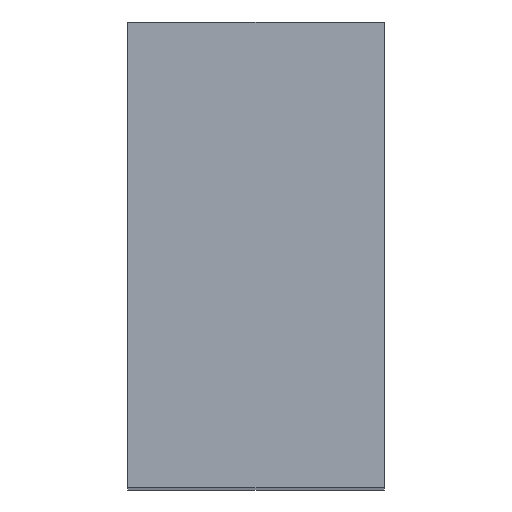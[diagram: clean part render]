
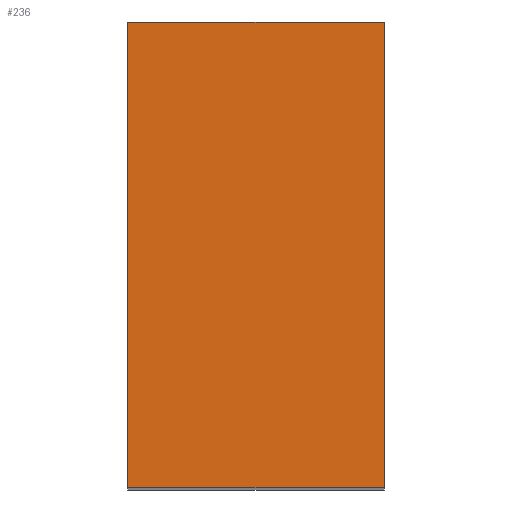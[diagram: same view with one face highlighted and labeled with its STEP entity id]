
A CAD part, top view. The second image highlights one B-rep face of the part: STEP entity #236.
In plain terms, the highlighted planar face has unit normal (0, 0, 1).
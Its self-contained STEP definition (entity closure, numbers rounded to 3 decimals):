
#5 = VERTEX_POINT ( 'NONE', #7 ) ;
#7 = CARTESIAN_POINT ( 'NONE',  ( 13.5, -24.5, 72.5 ) ) ;
#18 = ORIENTED_EDGE ( 'NONE', *, *, #137, .T. ) ;
#21 = DIRECTION ( 'NONE',  ( -1., 0., 0. ) ) ;
#28 = LINE ( 'NONE', #99, #235 ) ;
#35 = VECTOR ( 'NONE', #119, 1000. ) ;
#41 = CARTESIAN_POINT ( 'NONE',  ( 13.5, -24.5, 72.5 ) ) ;
#48 = CARTESIAN_POINT ( 'NONE',  ( -13.5, -24.5, 72.5 ) ) ;
#52 = DIRECTION ( 'NONE',  ( -1., 0., 0. ) ) ;
#67 = CARTESIAN_POINT ( 'NONE',  ( -13.5, 24.5, 72.5 ) ) ;
#69 = PLANE ( 'NONE',  #86 ) ;
#78 = CARTESIAN_POINT ( 'NONE',  ( 13.5, 24.5, 72.5 ) ) ;
#85 = CARTESIAN_POINT ( 'NONE',  ( -13.5, 24.5, 72.5 ) ) ;
#86 = AXIS2_PLACEMENT_3D ( 'NONE', #140, #219, #52 ) ;
#89 = CARTESIAN_POINT ( 'NONE',  ( 13.5, 24.5, 72.5 ) ) ;
#92 = EDGE_CURVE ( 'NONE', #5, #170, #128, .T. ) ;
#94 = VERTEX_POINT ( 'NONE', #78 ) ;
#99 = CARTESIAN_POINT ( 'NONE',  ( 13.5, 24.5, 72.5 ) ) ;
#105 = VECTOR ( 'NONE', #232, 1000. ) ;
#106 = EDGE_LOOP ( 'NONE', ( #18, #192, #167, #151 ) ) ;
#119 = DIRECTION ( 'NONE',  ( 0., -1., 0. ) ) ;
#128 = LINE ( 'NONE', #41, #178 ) ;
#129 = VERTEX_POINT ( 'NONE', #67 ) ;
#132 = EDGE_CURVE ( 'NONE', #94, #5, #139, .T. ) ;
#137 = EDGE_CURVE ( 'NONE', #129, #170, #138, .T. ) ;
#138 = LINE ( 'NONE', #85, #35 ) ;
#139 = LINE ( 'NONE', #89, #105 ) ;
#140 = CARTESIAN_POINT ( 'NONE',  ( 13.5, 24.5, 72.5 ) ) ;
#151 = ORIENTED_EDGE ( 'NONE', *, *, #189, .T. ) ;
#154 = FACE_OUTER_BOUND ( 'NONE', #106, .T. ) ;
#167 = ORIENTED_EDGE ( 'NONE', *, *, #132, .F. ) ;
#170 = VERTEX_POINT ( 'NONE', #48 ) ;
#178 = VECTOR ( 'NONE', #21, 1000. ) ;
#189 = EDGE_CURVE ( 'NONE', #94, #129, #28, .T. ) ;
#192 = ORIENTED_EDGE ( 'NONE', *, *, #92, .F. ) ;
#215 = DIRECTION ( 'NONE',  ( -1., 0., 0. ) ) ;
#219 = DIRECTION ( 'NONE',  ( 0., 0., -1. ) ) ;
#232 = DIRECTION ( 'NONE',  ( 0., -1., 0. ) ) ;
#235 = VECTOR ( 'NONE', #215, 1000. ) ;
#236 = ADVANCED_FACE ( 'NONE', ( #154 ), #69, .F. ) ;
